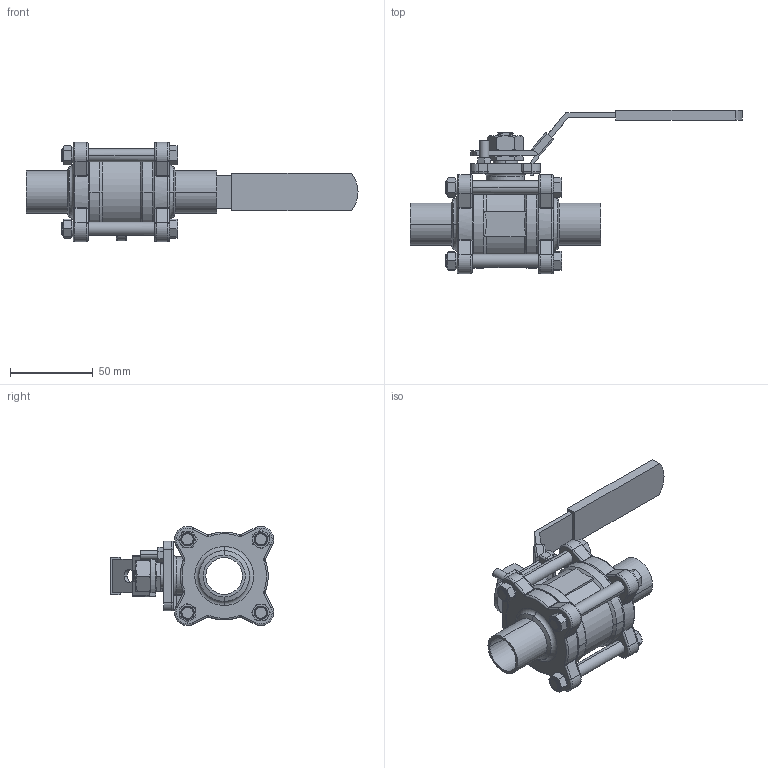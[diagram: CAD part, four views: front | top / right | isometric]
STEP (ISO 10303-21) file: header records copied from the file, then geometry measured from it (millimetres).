
FILE_DESCRIPTION((''),'2;1');
FILE_NAME('2012CM-025_ASM','2014-12-23T',('Administrator'),(''),'PRO/ENGINEER BY PARAMETRIC TECHNOLOGY CORPORATION, 2011080','PRO/ENGINEER BY PARAMETRIC TECHNOLOGY CORPORATION, 2011080','');
FILE_SCHEMA(('CONFIG_CONTROL_DESIGN'));
Length unit declared in the file: millimetre
Products named in the file (13): 2013CM-BODY-025; 2013CM-BALL-025; 2013CM-STEM-025; 2013CM-GLANDNUT-025; 2013CM-HANDLE-025; DIANPIAN015; DIANPIANLUOMU025; 2013CM-STOPPIN-025; 2012CM-CAP-BW-025; LUOGAN025; LUOGANDIANPIAN; LUOMU025; 2012CM-025_ASM
Assembly tree (22 placements, depth 2):
  2012CM-025_ASM
    2013CM-BODY-025
    2013CM-BALL-025
    2013CM-STEM-025
    2013CM-GLANDNUT-025
    2013CM-HANDLE-025
    DIANPIAN015
    DIANPIANLUOMU025
    2013CM-STOPPIN-025
    2012CM-CAP-BW-025  x2
    LUOGAN025  x4
    LUOGANDIANPIAN  x4
    LUOMU025  x4
Bounding box: 200.11 x 98.59 x 59.78 mm (x, y, z)
Volume: 147379.4 mm3; surface area: 75629 mm2
Topology: 22 solids, 22 shells, 920 faces, 2229 edges, 1362 vertices
Faces by surface type: cylinder 357, plane 206, cone 164, bspline 110, torus 75, sphere 8
Entity records: 27645 total; most frequent: CARTESIAN_POINT 15326, ORIENTED_EDGE 2630, DIRECTION 2341, EDGE_CURVE 1315, AXIS2_PLACEMENT_3D 931, VERTEX_POINT 809, EDGE_LOOP 580, FACE_OUTER_BOUND 537
